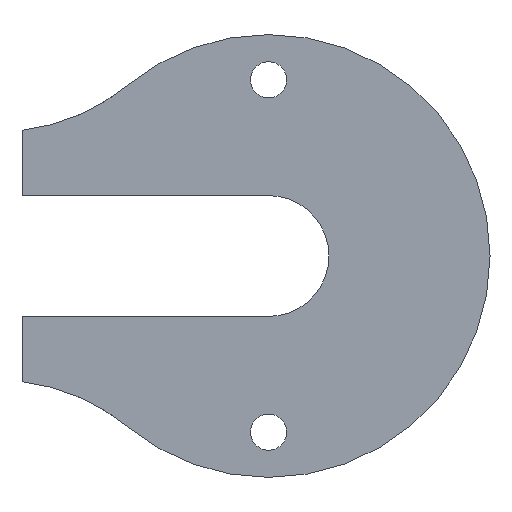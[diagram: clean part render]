
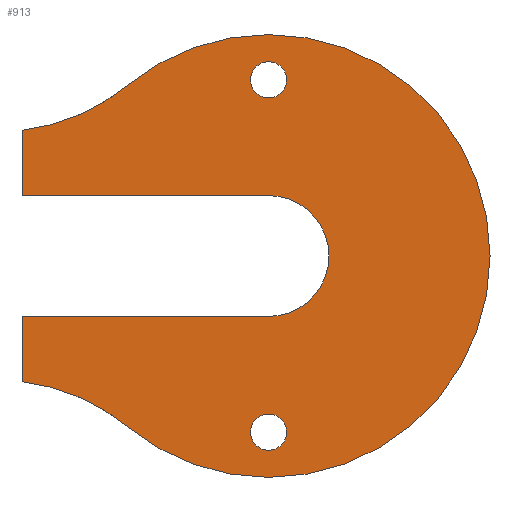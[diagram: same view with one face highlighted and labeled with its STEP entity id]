
A CAD part, front view. The second image highlights one B-rep face of the part: STEP entity #913.
In plain terms, the highlighted planar face has unit normal (0, -1, 0).
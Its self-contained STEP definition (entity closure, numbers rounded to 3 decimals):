
#12 = LINE ( 'NONE', #119, #929 ) ;
#17 = VERTEX_POINT ( 'NONE', #855 ) ;
#18 = PLANE ( 'NONE',  #177 ) ;
#19 = VERTEX_POINT ( 'NONE', #402 ) ;
#21 = EDGE_CURVE ( 'NONE', #420, #1085, #566, .T. ) ;
#41 = CARTESIAN_POINT ( 'NONE',  ( -26.759, 0., -32.372 ) ) ;
#42 = AXIS2_PLACEMENT_3D ( 'NONE', #606, #772, #409 ) ;
#45 = ORIENTED_EDGE ( 'NONE', *, *, #1058, .T. ) ;
#50 = DIRECTION ( 'NONE',  ( 1., 0., 0. ) ) ;
#51 = CIRCLE ( 'NONE', #217, 20. ) ;
#64 = DIRECTION ( 'NONE',  ( 0., 1., 0. ) ) ;
#66 = AXIS2_PLACEMENT_3D ( 'NONE', #972, #622, #155 ) ;
#74 = ORIENTED_EDGE ( 'NONE', *, *, #896, .F. ) ;
#77 = CARTESIAN_POINT ( 'NONE',  ( 0., 0., -15.7 ) ) ;
#78 = CARTESIAN_POINT ( 'NONE',  ( -24.5, 0., -12.5 ) ) ;
#86 = LINE ( 'NONE', #172, #718 ) ;
#109 = EDGE_CURVE ( 'NONE', #450, #802, #799, .T. ) ;
#119 = CARTESIAN_POINT ( 'NONE',  ( -24.5, 0., 6. ) ) ;
#124 = CARTESIAN_POINT ( 'NONE',  ( 0., 0., -17.5 ) ) ;
#128 = CIRCLE ( 'NONE', #560, 1.8 ) ;
#138 = CARTESIAN_POINT ( 'NONE',  ( 0., 0., 17.5 ) ) ;
#155 = DIRECTION ( 'NONE',  ( 0., 0., 1. ) ) ;
#164 = ORIENTED_EDGE ( 'NONE', *, *, #248, .F. ) ;
#172 = CARTESIAN_POINT ( 'NONE',  ( 0., 0., -6. ) ) ;
#177 = AXIS2_PLACEMENT_3D ( 'NONE', #544, #188, #988 ) ;
#178 = CARTESIAN_POINT ( 'NONE',  ( -24.5, 0., -12.5 ) ) ;
#188 = DIRECTION ( 'NONE',  ( 0., 1., 0. ) ) ;
#195 = AXIS2_PLACEMENT_3D ( 'NONE', #441, #983, #1075 ) ;
#217 = AXIS2_PLACEMENT_3D ( 'NONE', #41, #492, #311 ) ;
#224 = DIRECTION ( 'NONE',  ( 0., 0., 1. ) ) ;
#244 = CARTESIAN_POINT ( 'NONE',  ( -24.5, 0., -6. ) ) ;
#248 = EDGE_CURVE ( 'NONE', #19, #604, #320, .T. ) ;
#264 = ORIENTED_EDGE ( 'NONE', *, *, #1039, .T. ) ;
#272 = CARTESIAN_POINT ( 'NONE',  ( 0., 0., 0. ) ) ;
#281 = EDGE_CURVE ( 'NONE', #1038, #604, #86, .T. ) ;
#311 = DIRECTION ( 'NONE',  ( 0., 0., 1. ) ) ;
#320 = LINE ( 'NONE', #178, #579 ) ;
#321 = CARTESIAN_POINT ( 'NONE',  ( 0., 0., -19.3 ) ) ;
#323 = DIRECTION ( 'NONE',  ( 0., 0., 1. ) ) ;
#337 = ORIENTED_EDGE ( 'NONE', *, *, #21, .T. ) ;
#370 = CIRCLE ( 'NONE', #42, 1.8 ) ;
#371 = CARTESIAN_POINT ( 'NONE',  ( 0., 0., 0. ) ) ;
#402 = CARTESIAN_POINT ( 'NONE',  ( -24.5, 0., -12.5 ) ) ;
#408 = CARTESIAN_POINT ( 'NONE',  ( 0., 0., 22. ) ) ;
#409 = DIRECTION ( 'NONE',  ( 0., 0., 1. ) ) ;
#411 = CIRCLE ( 'NONE', #66, 22. ) ;
#417 = ORIENTED_EDGE ( 'NONE', *, *, #954, .T. ) ;
#420 = VERTEX_POINT ( 'NONE', #474 ) ;
#423 = DIRECTION ( 'NONE',  ( 0., 0., 1. ) ) ;
#428 = CIRCLE ( 'NONE', #552, 1.8 ) ;
#441 = CARTESIAN_POINT ( 'NONE',  ( -26.759, 0., 32.372 ) ) ;
#450 = VERTEX_POINT ( 'NONE', #547 ) ;
#474 = CARTESIAN_POINT ( 'NONE',  ( 0., 0., 19.3 ) ) ;
#475 = EDGE_LOOP ( 'NONE', ( #545, #417, #601, #691, #164, #264, #1087, #1005, #74, #905 ) ) ;
#492 = DIRECTION ( 'NONE',  ( 0., 1., 0. ) ) ;
#517 = VERTEX_POINT ( 'NONE', #924 ) ;
#533 = CARTESIAN_POINT ( 'NONE',  ( -24.5, 0., 12.5 ) ) ;
#536 = EDGE_CURVE ( 'NONE', #616, #745, #128, .T. ) ;
#541 = DIRECTION ( 'NONE',  ( -1., 0., 0. ) ) ;
#544 = CARTESIAN_POINT ( 'NONE',  ( 0., 0., 0. ) ) ;
#545 = ORIENTED_EDGE ( 'NONE', *, *, #109, .F. ) ;
#547 = CARTESIAN_POINT ( 'NONE',  ( -24.5, 0., 6. ) ) ;
#552 = AXIS2_PLACEMENT_3D ( 'NONE', #674, #64, #671 ) ;
#560 = AXIS2_PLACEMENT_3D ( 'NONE', #124, #1013, #660 ) ;
#566 = CIRCLE ( 'NONE', #807, 1.8 ) ;
#577 = FACE_BOUND ( 'NONE', #755, .T. ) ;
#579 = VECTOR ( 'NONE', #995, 1000. ) ;
#590 = CARTESIAN_POINT ( 'NONE',  ( 0., 0., 0. ) ) ;
#601 = ORIENTED_EDGE ( 'NONE', *, *, #1113, .T. ) ;
#604 = VERTEX_POINT ( 'NONE', #244 ) ;
#606 = CARTESIAN_POINT ( 'NONE',  ( 0., 0., 17.5 ) ) ;
#616 = VERTEX_POINT ( 'NONE', #321 ) ;
#622 = DIRECTION ( 'NONE',  ( 0., 1., 0. ) ) ;
#660 = DIRECTION ( 'NONE',  ( 0., 0., 1. ) ) ;
#671 = DIRECTION ( 'NONE',  ( 0., 0., 1. ) ) ;
#674 = CARTESIAN_POINT ( 'NONE',  ( 0., 0., -17.5 ) ) ;
#691 = ORIENTED_EDGE ( 'NONE', *, *, #281, .T. ) ;
#695 = ORIENTED_EDGE ( 'NONE', *, *, #536, .T. ) ;
#699 = CIRCLE ( 'NONE', #852, 22. ) ;
#712 = EDGE_CURVE ( 'NONE', #982, #882, #411, .T. ) ;
#718 = VECTOR ( 'NONE', #541, 1000. ) ;
#726 = CIRCLE ( 'NONE', #728, 6. ) ;
#728 = AXIS2_PLACEMENT_3D ( 'NONE', #590, #851, #323 ) ;
#733 = EDGE_LOOP ( 'NONE', ( #337, #45 ) ) ;
#745 = VERTEX_POINT ( 'NONE', #77 ) ;
#755 = EDGE_LOOP ( 'NONE', ( #1102, #695 ) ) ;
#772 = DIRECTION ( 'NONE',  ( 0., 1., 0. ) ) ;
#784 = EDGE_CURVE ( 'NONE', #517, #802, #1124, .T. ) ;
#799 = LINE ( 'NONE', #78, #890 ) ;
#802 = VERTEX_POINT ( 'NONE', #533 ) ;
#807 = AXIS2_PLACEMENT_3D ( 'NONE', #138, #1041, #224 ) ;
#840 = CARTESIAN_POINT ( 'NONE',  ( 0., 0., -22. ) ) ;
#841 = FACE_BOUND ( 'NONE', #733, .T. ) ;
#851 = DIRECTION ( 'NONE',  ( 0., 1., 0. ) ) ;
#852 = AXIS2_PLACEMENT_3D ( 'NONE', #371, #1000, #997 ) ;
#855 = CARTESIAN_POINT ( 'NONE',  ( 0., 0., 6. ) ) ;
#879 = EDGE_CURVE ( 'NONE', #1097, #982, #699, .T. ) ;
#882 = VERTEX_POINT ( 'NONE', #1086 ) ;
#890 = VECTOR ( 'NONE', #423, 1000. ) ;
#896 = EDGE_CURVE ( 'NONE', #517, #1097, #991, .T. ) ;
#905 = ORIENTED_EDGE ( 'NONE', *, *, #784, .T. ) ;
#913 = ADVANCED_FACE ( 'NONE', ( #841, #577, #962 ), #18, .F. ) ;
#924 = CARTESIAN_POINT ( 'NONE',  ( -14.017, 0., 16.957 ) ) ;
#929 = VECTOR ( 'NONE', #50, 1000. ) ;
#933 = CARTESIAN_POINT ( 'NONE',  ( 0., 0., 15.7 ) ) ;
#954 = EDGE_CURVE ( 'NONE', #450, #17, #12, .T. ) ;
#962 = FACE_OUTER_BOUND ( 'NONE', #475, .T. ) ;
#965 = AXIS2_PLACEMENT_3D ( 'NONE', #272, #1091, #1081 ) ;
#972 = CARTESIAN_POINT ( 'NONE',  ( 0., 0., 0. ) ) ;
#982 = VERTEX_POINT ( 'NONE', #840 ) ;
#983 = DIRECTION ( 'NONE',  ( 0., 1., 0. ) ) ;
#988 = DIRECTION ( 'NONE',  ( 0., 0., 1. ) ) ;
#991 = CIRCLE ( 'NONE', #965, 22. ) ;
#995 = DIRECTION ( 'NONE',  ( 0., 0., 1. ) ) ;
#997 = DIRECTION ( 'NONE',  ( 0., 0., 1. ) ) ;
#1000 = DIRECTION ( 'NONE',  ( 0., 1., 0. ) ) ;
#1005 = ORIENTED_EDGE ( 'NONE', *, *, #879, .F. ) ;
#1013 = DIRECTION ( 'NONE',  ( 0., 1., 0. ) ) ;
#1030 = CARTESIAN_POINT ( 'NONE',  ( 0., 0., -6. ) ) ;
#1038 = VERTEX_POINT ( 'NONE', #1030 ) ;
#1039 = EDGE_CURVE ( 'NONE', #19, #882, #51, .T. ) ;
#1041 = DIRECTION ( 'NONE',  ( 0., 1., 0. ) ) ;
#1058 = EDGE_CURVE ( 'NONE', #1085, #420, #370, .T. ) ;
#1075 = DIRECTION ( 'NONE',  ( 0., 0., 1. ) ) ;
#1078 = EDGE_CURVE ( 'NONE', #745, #616, #428, .T. ) ;
#1081 = DIRECTION ( 'NONE',  ( 0., 0., 1. ) ) ;
#1085 = VERTEX_POINT ( 'NONE', #933 ) ;
#1086 = CARTESIAN_POINT ( 'NONE',  ( -14.017, 0., -16.957 ) ) ;
#1087 = ORIENTED_EDGE ( 'NONE', *, *, #712, .F. ) ;
#1091 = DIRECTION ( 'NONE',  ( 0., 1., 0. ) ) ;
#1097 = VERTEX_POINT ( 'NONE', #408 ) ;
#1102 = ORIENTED_EDGE ( 'NONE', *, *, #1078, .T. ) ;
#1113 = EDGE_CURVE ( 'NONE', #17, #1038, #726, .T. ) ;
#1124 = CIRCLE ( 'NONE', #195, 20. ) ;
